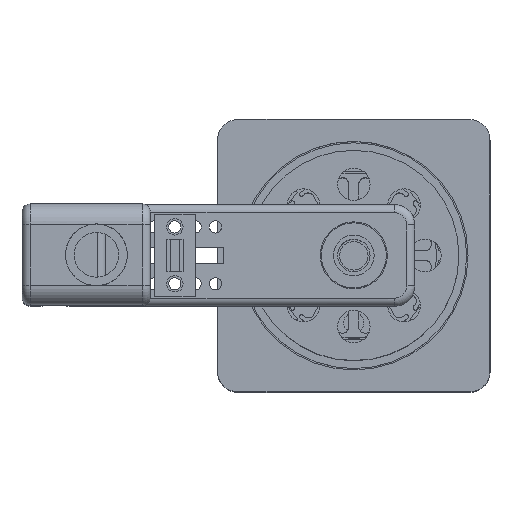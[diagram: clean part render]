
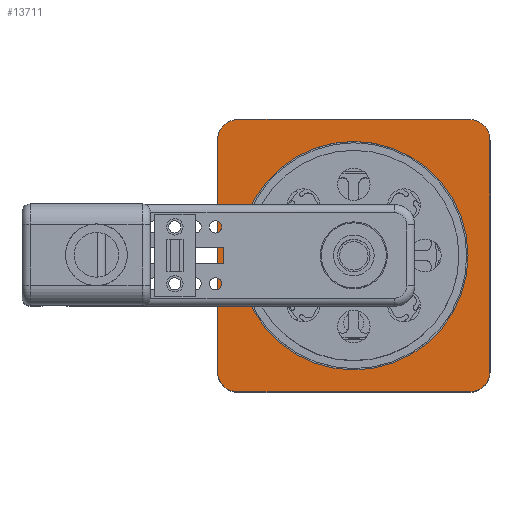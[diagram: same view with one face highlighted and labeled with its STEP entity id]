
A CAD part, top view. The second image highlights one B-rep face of the part: STEP entity #13711.
In plain terms, the highlighted planar face has unit normal (0, 0, 1).
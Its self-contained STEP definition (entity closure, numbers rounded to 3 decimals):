
#480=FACE_BOUND('',#1818,.T.);
#607=PLANE('',#14787);
#994=FACE_OUTER_BOUND('',#1817,.T.);
#1817=EDGE_LOOP('',(#9364,#9365,#9366,#9367,#9368,#9369,#9370,#9371));
#1818=EDGE_LOOP('',(#9372));
#2717=LINE('',#20597,#3884);
#2723=LINE('',#20617,#3890);
#2726=LINE('',#20625,#3893);
#2730=LINE('',#20643,#3897);
#3884=VECTOR('',#16400,10.);
#3890=VECTOR('',#16420,10.);
#3893=VECTOR('',#16429,10.);
#3897=VECTOR('',#16453,10.);
#5056=CIRCLE('',#14765,5.);
#5060=CIRCLE('',#14772,5.);
#5061=CIRCLE('',#14775,5.);
#5062=CIRCLE('',#14778,5.);
#5063=CIRCLE('',#14780,28.1);
#5788=VERTEX_POINT('',#20587);
#5789=VERTEX_POINT('',#20589);
#5791=VERTEX_POINT('',#20595);
#5797=VERTEX_POINT('',#20611);
#5798=VERTEX_POINT('',#20615);
#5799=VERTEX_POINT('',#20619);
#5800=VERTEX_POINT('',#20623);
#5801=VERTEX_POINT('',#20627);
#5802=VERTEX_POINT('',#20631);
#7177=EDGE_CURVE('',#5788,#5789,#5056,.T.);
#7181=EDGE_CURVE('',#5791,#5788,#2717,.T.);
#7189=EDGE_CURVE('',#5797,#5791,#5060,.T.);
#7191=EDGE_CURVE('',#5798,#5797,#2723,.T.);
#7193=EDGE_CURVE('',#5799,#5798,#5061,.T.);
#7195=EDGE_CURVE('',#5800,#5799,#2726,.T.);
#7197=EDGE_CURVE('',#5801,#5800,#5062,.T.);
#7198=EDGE_CURVE('',#5802,#5802,#5063,.T.);
#7203=EDGE_CURVE('',#5789,#5801,#2730,.T.);
#9364=ORIENTED_EDGE('',*,*,#7177,.F.);
#9365=ORIENTED_EDGE('',*,*,#7181,.F.);
#9366=ORIENTED_EDGE('',*,*,#7189,.F.);
#9367=ORIENTED_EDGE('',*,*,#7191,.F.);
#9368=ORIENTED_EDGE('',*,*,#7193,.F.);
#9369=ORIENTED_EDGE('',*,*,#7195,.F.);
#9370=ORIENTED_EDGE('',*,*,#7197,.F.);
#9371=ORIENTED_EDGE('',*,*,#7203,.F.);
#9372=ORIENTED_EDGE('',*,*,#7198,.T.);
#13711=ADVANCED_FACE('',(#994,#480),#607,.T.);
#14765=AXIS2_PLACEMENT_3D('',#20590,#16393,#16394);
#14772=AXIS2_PLACEMENT_3D('',#20613,#16415,#16416);
#14775=AXIS2_PLACEMENT_3D('',#20621,#16424,#16425);
#14778=AXIS2_PLACEMENT_3D('',#20629,#16433,#16434);
#14780=AXIS2_PLACEMENT_3D('',#20632,#16437,#16438);
#14787=AXIS2_PLACEMENT_3D('',#20644,#16454,#16455);
#16393=DIRECTION('center_axis',(0.,0.,-1.));
#16394=DIRECTION('ref_axis',(0.707,0.707,0.));
#16400=DIRECTION('',(1.,0.,0.));
#16415=DIRECTION('center_axis',(0.,0.,-1.));
#16416=DIRECTION('ref_axis',(-0.707,0.707,0.));
#16420=DIRECTION('',(0.,1.,0.));
#16424=DIRECTION('center_axis',(0.,0.,-1.));
#16425=DIRECTION('ref_axis',(-0.707,-0.707,0.));
#16429=DIRECTION('',(-1.,0.,0.));
#16433=DIRECTION('center_axis',(0.,0.,-1.));
#16434=DIRECTION('ref_axis',(0.707,-0.707,0.));
#16437=DIRECTION('center_axis',(0.,0.,-1.));
#16438=DIRECTION('ref_axis',(-1.,0.,0.));
#16453=DIRECTION('',(0.,-1.,0.));
#16454=DIRECTION('center_axis',(0.,0.,1.));
#16455=DIRECTION('ref_axis',(-1.,0.,0.));
#20587=CARTESIAN_POINT('',(28.5,33.5,-38.3));
#20589=CARTESIAN_POINT('',(33.5,28.5,-38.3));
#20590=CARTESIAN_POINT('Origin',(28.5,28.5,-38.3));
#20595=CARTESIAN_POINT('',(-28.5,33.5,-38.3));
#20597=CARTESIAN_POINT('',(-33.5,33.5,-38.3));
#20611=CARTESIAN_POINT('',(-33.5,28.5,-38.3));
#20613=CARTESIAN_POINT('Origin',(-28.5,28.5,-38.3));
#20615=CARTESIAN_POINT('',(-33.5,-28.5,-38.3));
#20617=CARTESIAN_POINT('',(-33.5,-33.5,-38.3));
#20619=CARTESIAN_POINT('',(-28.5,-33.5,-38.3));
#20621=CARTESIAN_POINT('Origin',(-28.5,-28.5,-38.3));
#20623=CARTESIAN_POINT('',(28.5,-33.5,-38.3));
#20625=CARTESIAN_POINT('',(33.5,-33.5,-38.3));
#20627=CARTESIAN_POINT('',(33.5,-28.5,-38.3));
#20629=CARTESIAN_POINT('Origin',(28.5,-28.5,-38.3));
#20631=CARTESIAN_POINT('',(28.1,0.,-38.3));
#20632=CARTESIAN_POINT('Origin',(0.,0.,-38.3));
#20643=CARTESIAN_POINT('',(33.5,33.5,-38.3));
#20644=CARTESIAN_POINT('Origin',(0.,0.,-38.3));
